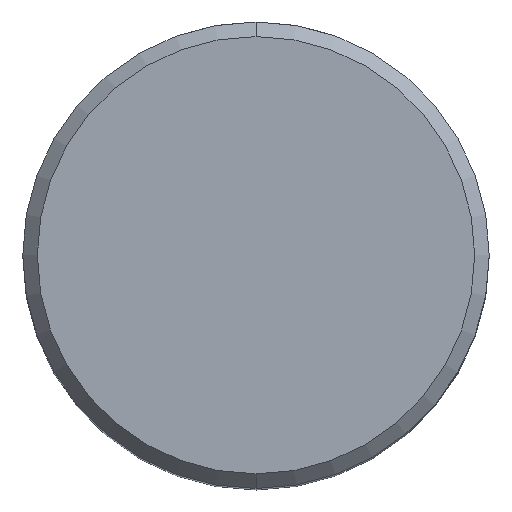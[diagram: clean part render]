
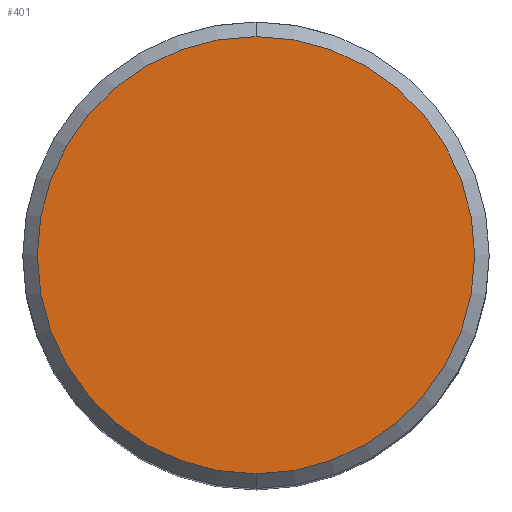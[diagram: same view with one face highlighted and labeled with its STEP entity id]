
A CAD part, top view. The second image highlights one B-rep face of the part: STEP entity #401.
In plain terms, the highlighted planar face has unit normal (0, 0, 1).
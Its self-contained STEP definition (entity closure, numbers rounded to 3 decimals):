
#401=ADVANCED_FACE('',(#734),#735,.T.);
#403=EDGE_CURVE('',#419,#421,#737,.T.);
#419=VERTEX_POINT('',#754);
#421=VERTEX_POINT('',#756);
#423=EDGE_CURVE('',#421,#419,#758,.T.);
#734=FACE_OUTER_BOUND('',#1346,.T.);
#735=PLANE('',#1347);
#737=CIRCLE('',#1350,15.0);
#754=CARTESIAN_POINT('',(0.0,15.0,0.0));
#756=CARTESIAN_POINT('',(0.,-15.0,0.0));
#758=CIRCLE('',#1376,15.0);
#1346=EDGE_LOOP('',(#1905,#1906));
#1347=AXIS2_PLACEMENT_3D('',#1907,#1908,#1909);
#1350=AXIS2_PLACEMENT_3D('',#1910,#1911,#1912);
#1376=AXIS2_PLACEMENT_3D('',#1928,#1929,#1930);
#1905=ORIENTED_EDGE('',*,*,#403,.F.);
#1906=ORIENTED_EDGE('',*,*,#423,.F.);
#1907=CARTESIAN_POINT('',(0.0,7.5,0.0));
#1908=DIRECTION('',(-0.0,0.0,1.0));
#1909=DIRECTION('',(0.0,-1.0,0.0));
#1910=CARTESIAN_POINT('',(0.0,0.0,0.0));
#1911=DIRECTION('',(0.0,0.0,-1.0));
#1912=DIRECTION('',(0.0,1.0,0.0));
#1928=CARTESIAN_POINT('',(0.0,0.0,0.0));
#1929=DIRECTION('',(0.0,0.0,-1.0));
#1930=DIRECTION('',(0.0,1.0,0.0));
